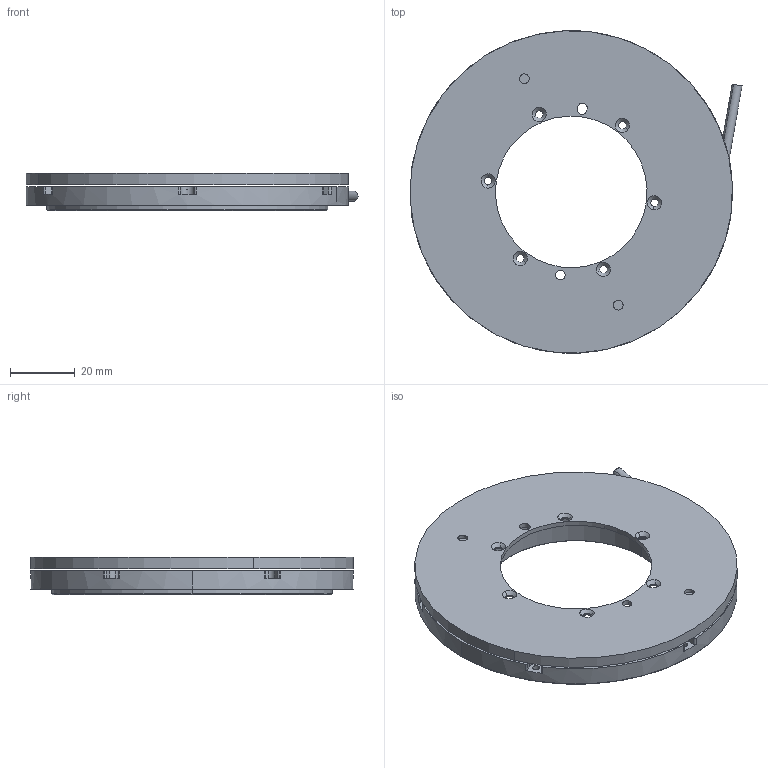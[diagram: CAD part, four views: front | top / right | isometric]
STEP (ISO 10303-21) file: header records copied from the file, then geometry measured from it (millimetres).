
FILE_DESCRIPTION (( 'STEP AP214' ), '1' );
FILE_NAME ('CAF100 20230927.STEP', '2023-09-28T03:37:03', ( '' ), ( '' ), 'SwSTEP 2.0', 'SolidWorks 2018', '' );
FILE_SCHEMA (( 'AUTOMOTIVE_DESIGN' ));
Length unit declared in the file: millimetre
Products named in the file (1): CAF100 20230927
Bounding box: 102.92 x 100 x 11.5 mm (x, y, z)
Volume: 54873.5 mm3; surface area: 29821.4 mm2
Topology: 3 solids, 3 shells, 200 faces, 521 edges, 336 vertices
Faces by surface type: cylinder 115, plane 52, cone 30, bspline 3
Entity records: 8737 total; most frequent: CARTESIAN_POINT 1376, DIRECTION 1159, ORIENTED_EDGE 1032, EDGE_CURVE 516, AXIS2_PLACEMENT_3D 467, VERTEX_POINT 336, CIRCLE 269, EDGE_LOOP 248
